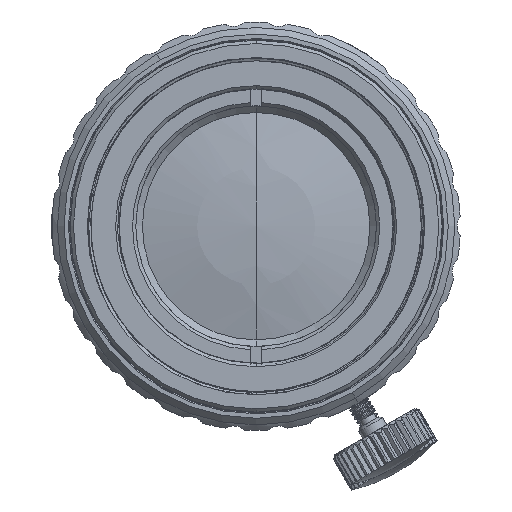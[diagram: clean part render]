
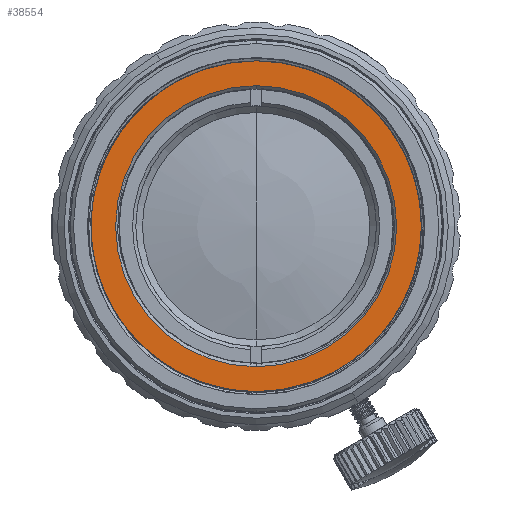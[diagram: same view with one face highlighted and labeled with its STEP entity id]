
A CAD part, left-side view. The second image highlights one B-rep face of the part: STEP entity #38554.
In plain terms, the highlighted planar face has unit normal (-1, 0, 0).
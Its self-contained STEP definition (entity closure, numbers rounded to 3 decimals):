
#38509 = VERTEX_POINT('',#38510);
#38510 = CARTESIAN_POINT('',(-45.781,0.,15.35));
#38518 = VERTEX_POINT('',#38519);
#38519 = CARTESIAN_POINT('',(-45.781,0.,-15.35));
#38525 = EDGE_CURVE('',#38509,#38518,#38526,.T.);
#38526 = CIRCLE('',#38527,15.35);
#38527 = AXIS2_PLACEMENT_3D('',#38528,#38529,#38530);
#38528 = CARTESIAN_POINT('',(-45.781,0.,0.));
#38529 = DIRECTION('',(1.,0.,-0.));
#38530 = DIRECTION('',(0.,0.,1.));
#38541 = EDGE_CURVE('',#38518,#38509,#38542,.T.);
#38542 = CIRCLE('',#38543,15.35);
#38543 = AXIS2_PLACEMENT_3D('',#38544,#38545,#38546);
#38544 = CARTESIAN_POINT('',(-45.781,0.,0.));
#38545 = DIRECTION('',(1.,0.,0.));
#38546 = DIRECTION('',(0.,0.,-1.));
#38554 = ADVANCED_FACE('',(#38555,#38559),#38579,.F.);
#38555 = FACE_BOUND('',#38556,.F.);
#38556 = EDGE_LOOP('',(#38557,#38558));
#38557 = ORIENTED_EDGE('',*,*,#38541,.T.);
#38558 = ORIENTED_EDGE('',*,*,#38525,.T.);
#38559 = FACE_BOUND('',#38560,.F.);
#38560 = EDGE_LOOP('',(#38561,#38572));
#38561 = ORIENTED_EDGE('',*,*,#38562,.T.);
#38562 = EDGE_CURVE('',#38563,#38565,#38567,.T.);
#38563 = VERTEX_POINT('',#38564);
#38564 = CARTESIAN_POINT('',(-45.781,0.,-12.73));
#38565 = VERTEX_POINT('',#38566);
#38566 = CARTESIAN_POINT('',(-45.781,0.,12.73));
#38567 = CIRCLE('',#38568,12.73);
#38568 = AXIS2_PLACEMENT_3D('',#38569,#38570,#38571);
#38569 = CARTESIAN_POINT('',(-45.781,0.,0.));
#38570 = DIRECTION('',(-1.,0.,0.));
#38571 = DIRECTION('',(0.,0.,-1.));
#38572 = ORIENTED_EDGE('',*,*,#38573,.T.);
#38573 = EDGE_CURVE('',#38565,#38563,#38574,.T.);
#38574 = CIRCLE('',#38575,12.73);
#38575 = AXIS2_PLACEMENT_3D('',#38576,#38577,#38578);
#38576 = CARTESIAN_POINT('',(-45.781,0.,0.));
#38577 = DIRECTION('',(-1.,0.,0.));
#38578 = DIRECTION('',(0.,0.,1.));
#38579 = PLANE('',#38580);
#38580 = AXIS2_PLACEMENT_3D('',#38581,#38582,#38583);
#38581 = CARTESIAN_POINT('',(-45.781,0.,0.));
#38582 = DIRECTION('',(1.,0.,0.));
#38583 = DIRECTION('',(0.,0.,1.));
